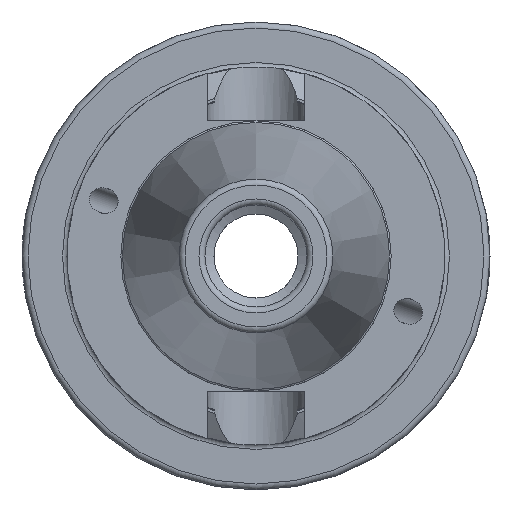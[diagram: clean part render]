
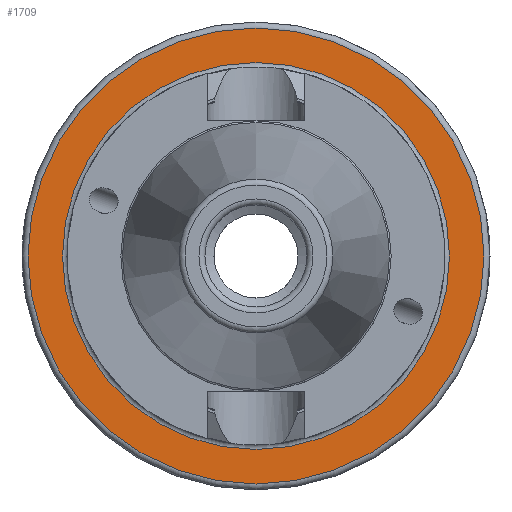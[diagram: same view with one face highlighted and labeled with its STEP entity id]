
A CAD part, left-side view. The second image highlights one B-rep face of the part: STEP entity #1709.
In plain terms, the highlighted planar face has unit normal (-1, 0, 0).
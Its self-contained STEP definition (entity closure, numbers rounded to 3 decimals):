
#46=FACE_BOUND('',#222,.T.);
#65=PLANE('',#1877);
#133=FACE_OUTER_BOUND('',#221,.T.);
#221=EDGE_LOOP('',(#1310,#1311));
#222=EDGE_LOOP('',(#1312,#1313));
#514=CIRCLE('',#1875,38.);
#515=CIRCLE('',#1876,38.);
#516=CIRCLE('',#1878,32.25);
#517=CIRCLE('',#1879,32.25);
#712=VERTEX_POINT('',#2914);
#713=VERTEX_POINT('',#2916);
#714=VERTEX_POINT('',#2920);
#715=VERTEX_POINT('',#2921);
#938=EDGE_CURVE('',#712,#713,#514,.T.);
#939=EDGE_CURVE('',#713,#712,#515,.T.);
#940=EDGE_CURVE('',#714,#715,#516,.T.);
#941=EDGE_CURVE('',#715,#714,#517,.T.);
#1310=ORIENTED_EDGE('',*,*,#939,.F.);
#1311=ORIENTED_EDGE('',*,*,#938,.F.);
#1312=ORIENTED_EDGE('',*,*,#940,.F.);
#1313=ORIENTED_EDGE('',*,*,#941,.F.);
#1709=ADVANCED_FACE('',(#133,#46),#65,.T.);
#1875=AXIS2_PLACEMENT_3D('',#2917,#2239,#2240);
#1876=AXIS2_PLACEMENT_3D('',#2918,#2241,#2242);
#1877=AXIS2_PLACEMENT_3D('',#2919,#2243,#2244);
#1878=AXIS2_PLACEMENT_3D('',#2922,#2245,#2246);
#1879=AXIS2_PLACEMENT_3D('',#2923,#2247,#2248);
#2239=DIRECTION('center_axis',(1.,0.,0.));
#2240=DIRECTION('ref_axis',(0.,-1.,0.));
#2241=DIRECTION('center_axis',(1.,0.,0.));
#2242=DIRECTION('ref_axis',(0.,-1.,0.));
#2243=DIRECTION('center_axis',(-1.,0.,0.));
#2244=DIRECTION('ref_axis',(0.,0.,1.));
#2245=DIRECTION('center_axis',(-1.,0.,0.));
#2246=DIRECTION('ref_axis',(0.,-1.,0.));
#2247=DIRECTION('center_axis',(-1.,0.,0.));
#2248=DIRECTION('ref_axis',(0.,-1.,0.));
#2914=CARTESIAN_POINT('',(35.,0.,38.));
#2916=CARTESIAN_POINT('',(35.,38.,0.));
#2917=CARTESIAN_POINT('Origin',(35.,0.,0.));
#2918=CARTESIAN_POINT('Origin',(35.,0.,0.));
#2919=CARTESIAN_POINT('Origin',(35.,35.125,0.));
#2920=CARTESIAN_POINT('',(35.,32.25,0.));
#2921=CARTESIAN_POINT('',(35.,0.,32.25));
#2922=CARTESIAN_POINT('Origin',(35.,0.,0.));
#2923=CARTESIAN_POINT('Origin',(35.,0.,0.));
